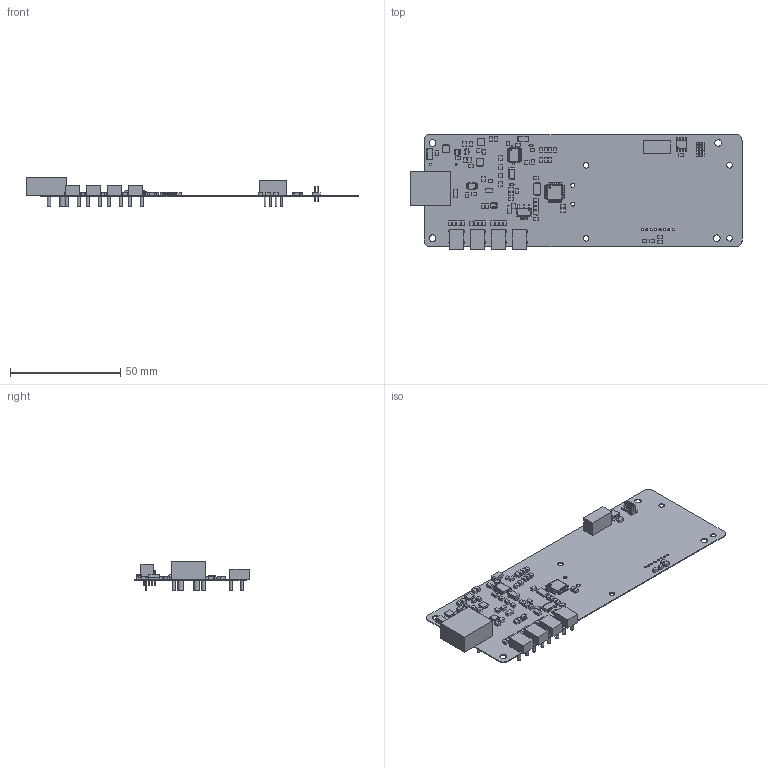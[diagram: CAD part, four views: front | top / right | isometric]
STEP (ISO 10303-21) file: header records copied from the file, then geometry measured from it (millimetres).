
FILE_DESCRIPTION(('Open CASCADE Model'),'2;1');
FILE_NAME('Open CASCADE Shape Model','2020-10-16T22:10:04',('Author'),( 'Open CASCADE'),'Open CASCADE STEP processor 6.8','Open CASCADE 6.8' ,'Unknown');
FILE_SCHEMA(('AUTOMOTIVE_DESIGN { 1 0 10303 214 1 1 1 1 }'));
Length unit declared in the file: millimetre
Products named in the file (179): PCB; Board; Open CASCADE STEP translator 6.8 2.1.1; J3; 5996822672; Body; Leads; IC3; 5996828592; PinsArrayLR; R22; 5447669040; Extruded; IC8; 5996830352; C44; Y1; 5996837232; Pins; IC7; 5996833232; ThermalPad; R21; 6020007472; R20; R19; 5447670720; R18; 5447669600; R17; R16; R15; R14; R13; R12; R11; R10; R9; R8; R7 ...
Assembly tree (253 placements, depth 4):
  PCB
    Board
      Open CASCADE STEP translator 6.8 2.1.1
    J3
      5996822672
        Body
        Leads
    IC3
      5996828592
        Body
        PinsArrayLR
    R22
      5447669040
        Extruded
    IC8
      5996830352
        Body
        PinsArrayLR
    C44
      5447669040
        Extruded
    Y1
      5996837232
        Body
        Pins
    IC7
      5996833232
        Body
        PinsArrayLR
        ThermalPad
    R21
      6020007472
        Extruded
    R20
      6020007472
        Extruded
    R19
      5447670720
        Extruded
    R18
      5447669600
        Extruded
    R17
      5447669600
        Extruded
    R16
      6020007472
        Extruded
    R15
      6020007472
        Extruded
    R14
      5447669040
        Extruded
    R13
      5447669040
        Extruded
    R12
      5447669040
        Extruded
Bounding box: 150.56 x 52.07 x 13.5 mm (x, y, z)
Volume: 8161.9 mm3; surface area: 21534.6 mm2
Topology: 317 solids, 317 shells, 2621 faces, 5701 edges, 3722 vertices
Faces by surface type: plane 2086, cylinder 515, cone 20
Full cylindrical faces by diameter (mm): 0.163 x1, 0.2 x2, 0.375 x1, 0.438 x1, 0.487 x1, 0.5 x10, 0.55 x1, 0.7 x10, 0.8 x16, 0.875 x1, 0.9 x2, 0.98 x8, 1 x4, 1.37 x64, 1.57 x16, 1.6 x2, 1.8 x2, 1.82 x2, 2.5 x6, 2.7 x2, 3 x4
Entity records: 61179 total; most frequent: DIRECTION 9938, CARTESIAN_POINT 9864, ORIENTED_EDGE 9240, EDGE_CURVE 4620, LINE 3782, VECTOR 3782, AXIS2_PLACEMENT_3D 3078, VERTEX_POINT 3004
